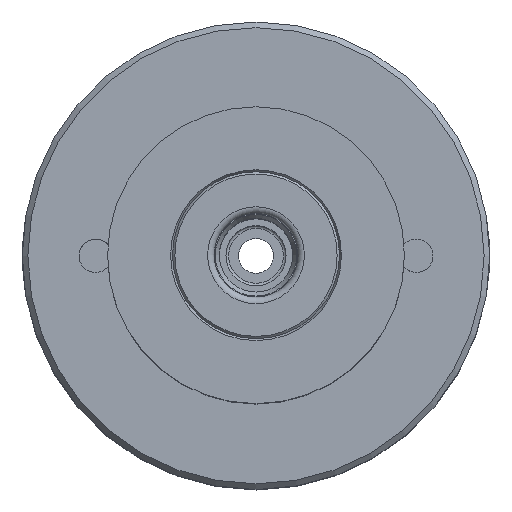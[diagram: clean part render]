
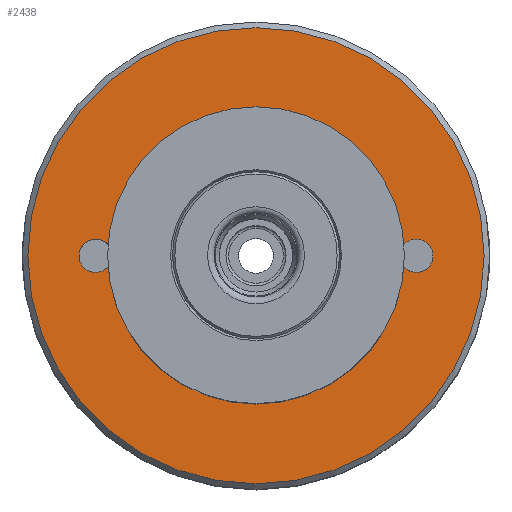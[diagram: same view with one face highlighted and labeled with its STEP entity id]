
A CAD part, top view. The second image highlights one B-rep face of the part: STEP entity #2438.
In plain terms, the highlighted planar face has unit normal (0, 0, 1).
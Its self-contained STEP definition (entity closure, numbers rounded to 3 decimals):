
#43=PLANE('',#2615);
#200=ORIENTED_EDGE('',*,*,#480,.F.);
#201=ORIENTED_EDGE('',*,*,#464,.T.);
#202=ORIENTED_EDGE('',*,*,#481,.F.);
#203=ORIENTED_EDGE('',*,*,#461,.T.);
#204=ORIENTED_EDGE('',*,*,#482,.T.);
#461=EDGE_CURVE('',#614,#615,#757,.T.);
#464=EDGE_CURVE('',#617,#616,#760,.T.);
#480=EDGE_CURVE('',#633,#633,#776,.T.);
#481=EDGE_CURVE('',#614,#616,#777,.T.);
#482=EDGE_CURVE('',#615,#617,#778,.T.);
#614=VERTEX_POINT('',#3431);
#615=VERTEX_POINT('',#3432);
#616=VERTEX_POINT('',#3436);
#617=VERTEX_POINT('',#3437);
#633=VERTEX_POINT('',#3487);
#757=CIRCLE('',#2579,2.5);
#760=CIRCLE('',#2583,2.5);
#776=CIRCLE('',#2616,34.15);
#777=CIRCLE('',#2617,21.925);
#778=CIRCLE('',#2618,21.925);
#939=EDGE_LOOP('',(#200));
#940=EDGE_LOOP('',(#201,#202,#203,#204));
#1209=FACE_BOUND('',#939,.T.);
#1210=FACE_BOUND('',#940,.T.);
#2438=ADVANCED_FACE('',(#1209,#1210),#43,.F.);
#2579=AXIS2_PLACEMENT_3D('',#3430,#2876,#2877);
#2583=AXIS2_PLACEMENT_3D('',#3438,#2884,#2885);
#2615=AXIS2_PLACEMENT_3D('',#3485,#2948,#2949);
#2616=AXIS2_PLACEMENT_3D('',#3486,#2950,#2951);
#2617=AXIS2_PLACEMENT_3D('',#3488,#2952,#2953);
#2618=AXIS2_PLACEMENT_3D('',#3489,#2954,#2955);
#2876=DIRECTION('',(0.,0.,-1.));
#2877=DIRECTION('',(-1.,0.,0.));
#2884=DIRECTION('',(0.,0.,-1.));
#2885=DIRECTION('',(-1.,0.,0.));
#2948=DIRECTION('',(0.,0.,-1.));
#2949=DIRECTION('',(-1.,0.,0.));
#2950=DIRECTION('',(0.,0.,-1.));
#2951=DIRECTION('',(-1.,0.,0.));
#2952=DIRECTION('',(0.,0.,1.));
#2953=DIRECTION('',(1.,0.,0.));
#2954=DIRECTION('',(0.,0.,-1.));
#2955=DIRECTION('',(-1.,0.,0.));
#3430=CARTESIAN_POINT('',(24.,0.,31.));
#3431=CARTESIAN_POINT('',(21.884,1.332,31.));
#3432=CARTESIAN_POINT('',(21.884,-1.332,31.));
#3436=CARTESIAN_POINT('',(-21.884,1.332,31.));
#3437=CARTESIAN_POINT('',(-21.884,-1.332,31.));
#3438=CARTESIAN_POINT('',(-24.,0.,31.));
#3485=CARTESIAN_POINT('',(35.15,0.,31.));
#3486=CARTESIAN_POINT('',(0.,0.,31.));
#3487=CARTESIAN_POINT('',(-34.15,0.,31.));
#3488=CARTESIAN_POINT('',(0.,0.,31.));
#3489=CARTESIAN_POINT('',(0.,0.,31.));
